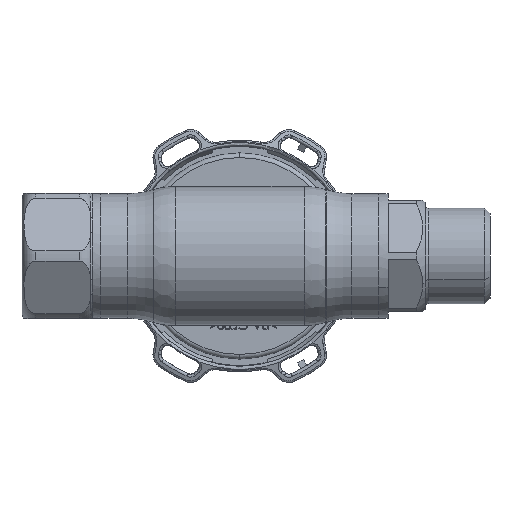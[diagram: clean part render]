
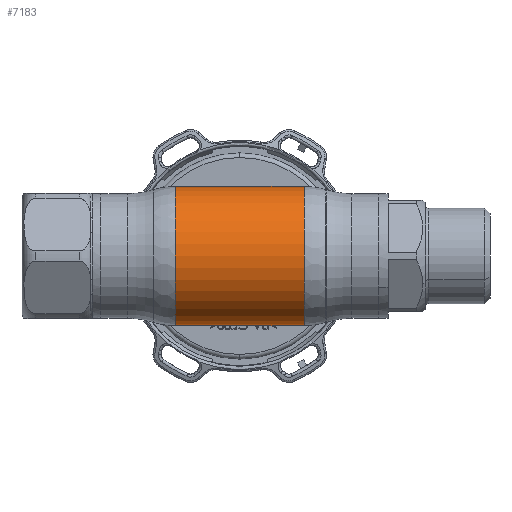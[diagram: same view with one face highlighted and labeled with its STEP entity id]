
A CAD part, front view. The second image highlights one B-rep face of the part: STEP entity #7183.
In plain terms, the highlighted cylindrical face has radius 15 mm (diameter 30 mm), a partial arc.
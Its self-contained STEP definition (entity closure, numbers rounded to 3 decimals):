
#891 = EDGE_CURVE ( 'NONE', #8894, #28818, #926, .T. ) ;
#926 = CIRCLE ( 'NONE', #21651, 15. ) ;
#2465 = LINE ( 'NONE', #24998, #12850 ) ;
#4582 = CARTESIAN_POINT ( 'NONE',  ( -62.69, 0., 0. ) ) ;
#4610 = VECTOR ( 'NONE', #29456, 1000. ) ;
#4814 = CARTESIAN_POINT ( 'NONE',  ( 13.909, 0., 15. ) ) ;
#7183 = ADVANCED_FACE ( 'NONE', ( #10710 ), #24006, .T. ) ;
#8894 = VERTEX_POINT ( 'NONE', #13621 ) ;
#9148 = AXIS2_PLACEMENT_3D ( 'NONE', #19495, #19844, #33396 ) ;
#9945 = DIRECTION ( 'NONE',  ( 0., 0., 1. ) ) ;
#10271 = ORIENTED_EDGE ( 'NONE', *, *, #33341, .F. ) ;
#10710 = FACE_OUTER_BOUND ( 'NONE', #11193, .T. ) ;
#11013 = ORIENTED_EDGE ( 'NONE', *, *, #15172, .T. ) ;
#11193 = EDGE_LOOP ( 'NONE', ( #10271, #11013, #22625, #27592 ) ) ;
#12850 = VECTOR ( 'NONE', #14092, 1000. ) ;
#13621 = CARTESIAN_POINT ( 'NONE',  ( -13.909, 0., -15. ) ) ;
#14092 = DIRECTION ( 'NONE',  ( -1., 0., 0. ) ) ;
#14395 = CARTESIAN_POINT ( 'NONE',  ( -13.909, 0., 0. ) ) ;
#15172 = EDGE_CURVE ( 'NONE', #32709, #15373, #24509, .T. ) ;
#15373 = VERTEX_POINT ( 'NONE', #4814 ) ;
#16904 = CARTESIAN_POINT ( 'NONE',  ( -13.909, 0., 15. ) ) ;
#19495 = CARTESIAN_POINT ( 'NONE',  ( 13.909, 0., 0. ) ) ;
#19844 = DIRECTION ( 'NONE',  ( -1., 0., 0. ) ) ;
#20694 = EDGE_CURVE ( 'NONE', #15373, #28818, #2465, .T. ) ;
#21651 = AXIS2_PLACEMENT_3D ( 'NONE', #14395, #29642, #24532 ) ;
#22625 = ORIENTED_EDGE ( 'NONE', *, *, #20694, .T. ) ;
#23983 = CARTESIAN_POINT ( 'NONE',  ( -62.69, 0., -15. ) ) ;
#24006 = CYLINDRICAL_SURFACE ( 'NONE', #30673, 15. ) ;
#24509 = CIRCLE ( 'NONE', #9148, 15. ) ;
#24532 = DIRECTION ( 'NONE',  ( 0., 0., 1. ) ) ;
#24998 = CARTESIAN_POINT ( 'NONE',  ( -62.69, 0., 15. ) ) ;
#27592 = ORIENTED_EDGE ( 'NONE', *, *, #891, .F. ) ;
#28818 = VERTEX_POINT ( 'NONE', #16904 ) ;
#29099 = LINE ( 'NONE', #23983, #4610 ) ;
#29456 = DIRECTION ( 'NONE',  ( -1., 0., 0. ) ) ;
#29642 = DIRECTION ( 'NONE',  ( -1., 0., 0. ) ) ;
#30673 = AXIS2_PLACEMENT_3D ( 'NONE', #4582, #35539, #9945 ) ;
#32709 = VERTEX_POINT ( 'NONE', #34739 ) ;
#33341 = EDGE_CURVE ( 'NONE', #32709, #8894, #29099, .T. ) ;
#33396 = DIRECTION ( 'NONE',  ( 0., 0., 1. ) ) ;
#34739 = CARTESIAN_POINT ( 'NONE',  ( 13.909, 0., -15. ) ) ;
#35539 = DIRECTION ( 'NONE',  ( -1., 0., 0. ) ) ;
